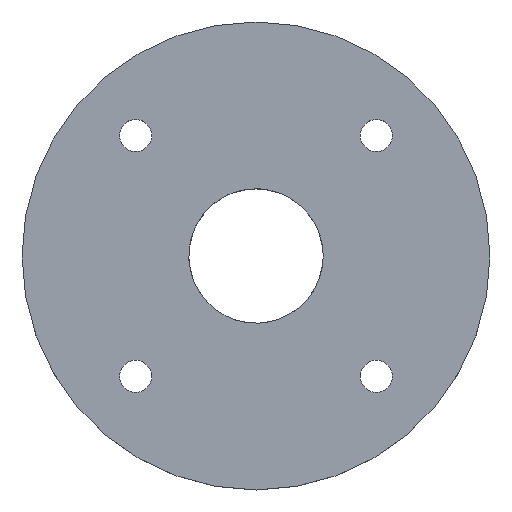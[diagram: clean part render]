
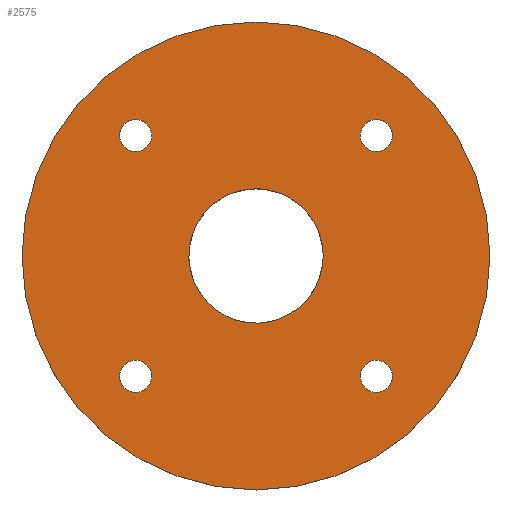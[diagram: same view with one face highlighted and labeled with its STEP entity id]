
A CAD part, top view. The second image highlights one B-rep face of the part: STEP entity #2575.
In plain terms, the highlighted planar face has unit normal (0, 0, 1).
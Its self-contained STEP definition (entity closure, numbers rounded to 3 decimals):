
#2575=ADVANCED_FACE('',(#3259,#3260,#3261,#3262,#3263,#3264),#3141,.T.);
#3141=PLANE('',#9968);
#3259=FACE_BOUND('',#3373,.T.);
#3260=FACE_BOUND('',#3374,.T.);
#3261=FACE_BOUND('',#3375,.T.);
#3262=FACE_BOUND('',#3376,.T.);
#3263=FACE_BOUND('',#3377,.T.);
#3264=FACE_BOUND('',#3378,.T.);
#3373=EDGE_LOOP('',(#4080));
#3374=EDGE_LOOP('',(#4081));
#3375=EDGE_LOOP('',(#4082));
#3376=EDGE_LOOP('',(#4083));
#3377=EDGE_LOOP('',(#4084));
#3378=EDGE_LOOP('',(#4085));
#4080=ORIENTED_EDGE('',*,*,#8083,.T.);
#4081=ORIENTED_EDGE('',*,*,#8034,.T.);
#4082=ORIENTED_EDGE('',*,*,#8032,.T.);
#4083=ORIENTED_EDGE('',*,*,#8031,.T.);
#4084=ORIENTED_EDGE('',*,*,#8030,.T.);
#4085=ORIENTED_EDGE('',*,*,#8029,.T.);
#7043=VERTEX_POINT('',#12492);
#7044=VERTEX_POINT('',#12495);
#7045=VERTEX_POINT('',#12498);
#7046=VERTEX_POINT('',#12501);
#7048=VERTEX_POINT('',#12506);
#7082=VERTEX_POINT('',#12661);
#8029=EDGE_CURVE('',#7043,#7043,#9546,.T.);
#8030=EDGE_CURVE('',#7044,#7044,#9547,.T.);
#8031=EDGE_CURVE('',#7045,#7045,#9548,.T.);
#8032=EDGE_CURVE('',#7046,#7046,#9549,.T.);
#8034=EDGE_CURVE('',#7048,#7048,#9551,.T.);
#8083=EDGE_CURVE('',#7082,#7082,#9574,.T.);
#9546=CIRCLE('',#9917,1.8);
#9547=CIRCLE('',#9919,1.8);
#9548=CIRCLE('',#9921,1.8);
#9549=CIRCLE('',#9923,1.8);
#9551=CIRCLE('',#9926,26.1);
#9574=CIRCLE('',#9967,7.5);
#9917=AXIS2_PLACEMENT_3D('',#12491,#10685,#10686);
#9919=AXIS2_PLACEMENT_3D('',#12494,#10689,#10690);
#9921=AXIS2_PLACEMENT_3D('',#12497,#10693,#10694);
#9923=AXIS2_PLACEMENT_3D('',#12500,#10697,#10698);
#9926=AXIS2_PLACEMENT_3D('',#12505,#10703,#10704);
#9967=AXIS2_PLACEMENT_3D('',#12660,#10805,#10806);
#9968=AXIS2_PLACEMENT_3D('',#12662,#10807,#10808);
#10685=DIRECTION('',(0.,0.,-1.));
#10686=DIRECTION('',(-1.,0.,0.));
#10689=DIRECTION('',(0.,0.,-1.));
#10690=DIRECTION('',(0.,1.,0.));
#10693=DIRECTION('',(0.,0.,-1.));
#10694=DIRECTION('',(1.,0.,0.));
#10697=DIRECTION('',(0.,0.,-1.));
#10698=DIRECTION('',(0.,-1.,0.));
#10703=DIRECTION('',(0.,0.,1.));
#10704=DIRECTION('',(1.,0.,0.));
#10805=DIRECTION('',(0.,0.,-1.));
#10806=DIRECTION('',(-0.707,0.707,0.));
#10807=DIRECTION('',(0.,0.,1.));
#10808=DIRECTION('',(1.,0.,0.));
#12491=CARTESIAN_POINT('',(5.935,13.435,-106.));
#12492=CARTESIAN_POINT('',(4.135,13.435,-106.));
#12494=CARTESIAN_POINT('',(5.935,-13.435,-106.));
#12495=CARTESIAN_POINT('',(5.935,-11.635,-106.));
#12497=CARTESIAN_POINT('',(-20.935,-13.435,-106.));
#12498=CARTESIAN_POINT('',(-19.135,-13.435,-106.));
#12500=CARTESIAN_POINT('',(-20.935,13.435,-106.));
#12501=CARTESIAN_POINT('',(-20.935,11.635,-106.));
#12505=CARTESIAN_POINT('',(-7.5,0.,-106.));
#12506=CARTESIAN_POINT('',(18.6,0.,-106.));
#12660=CARTESIAN_POINT('',(-7.5,0.,-106.));
#12661=CARTESIAN_POINT('',(-12.803,5.303,-106.));
#12662=CARTESIAN_POINT('',(-12.234,4.734,-106.));
